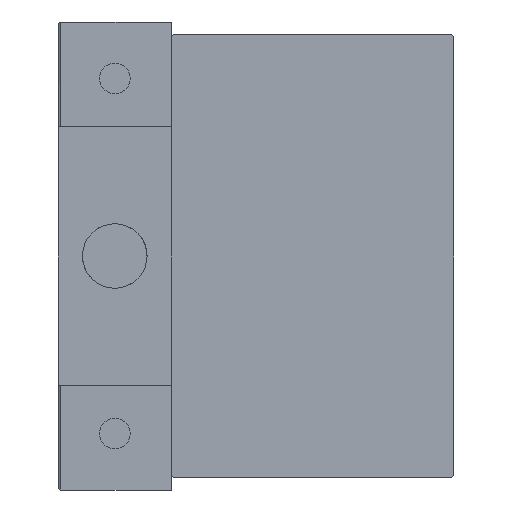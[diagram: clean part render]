
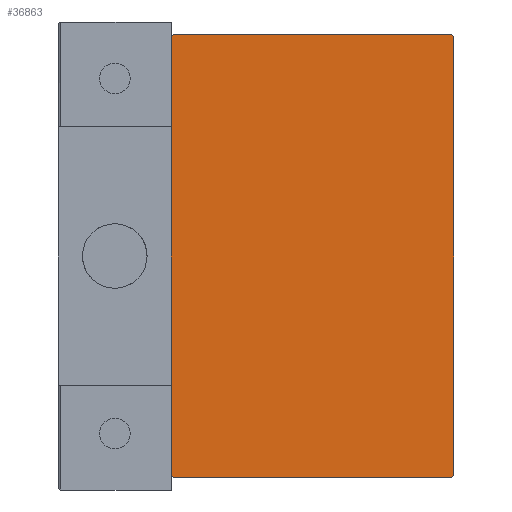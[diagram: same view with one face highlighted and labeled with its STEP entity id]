
A CAD part, left-side view. The second image highlights one B-rep face of the part: STEP entity #36863.
In plain terms, the highlighted face is planar.
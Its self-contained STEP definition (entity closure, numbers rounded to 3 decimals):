
#93 = LINE ( 'NONE', #43099, #39619 ) ;
#517 = CARTESIAN_POINT ( 'NONE',  ( 96., -17.2, 27.5 ) ) ;
#2007 = DIRECTION ( 'NONE',  ( 0., 0., 1. ) ) ;
#2419 = VECTOR ( 'NONE', #2007, 1000. ) ;
#2515 = CARTESIAN_POINT ( 'NONE',  ( 96., 17.5, -27.5 ) ) ;
#3064 = CARTESIAN_POINT ( 'NONE',  ( 96., 0., 0. ) ) ;
#5860 = CARTESIAN_POINT ( 'NONE',  ( 96., 22.35, 22.35 ) ) ;
#6205 = VERTEX_POINT ( 'NONE', #19333 ) ;
#6622 = LINE ( 'NONE', #5860, #32895 ) ;
#7399 = LINE ( 'NONE', #23098, #12928 ) ;
#8145 = CARTESIAN_POINT ( 'NONE',  ( 96., -17.5, -27.5 ) ) ;
#8684 = VERTEX_POINT ( 'NONE', #18698 ) ;
#9073 = ORIENTED_EDGE ( 'NONE', *, *, #19261, .T. ) ;
#9216 = CARTESIAN_POINT ( 'NONE',  ( 96., 17.2, -27.5 ) ) ;
#9761 = EDGE_CURVE ( 'NONE', #6205, #22048, #27708, .T. ) ;
#12038 = ORIENTED_EDGE ( 'NONE', *, *, #26100, .T. ) ;
#12306 = CARTESIAN_POINT ( 'NONE',  ( 96., -22.35, 22.35 ) ) ;
#12560 = DIRECTION ( 'NONE',  ( 0., -0.707, -0.707 ) ) ;
#12651 = DIRECTION ( 'NONE',  ( 0., 0.707, 0.707 ) ) ;
#12845 = VECTOR ( 'NONE', #16395, 1000. ) ;
#12856 = EDGE_CURVE ( 'NONE', #22048, #46037, #29766, .T. ) ;
#12886 = ORIENTED_EDGE ( 'NONE', *, *, #14347, .T. ) ;
#12928 = VECTOR ( 'NONE', #15405, 1000. ) ;
#13767 = CARTESIAN_POINT ( 'NONE',  ( 96., -22.35, -22.35 ) ) ;
#14347 = EDGE_CURVE ( 'NONE', #8684, #6205, #21725, .T. ) ;
#14879 = VERTEX_POINT ( 'NONE', #517 ) ;
#15405 = DIRECTION ( 'NONE',  ( 0., 0., -1. ) ) ;
#15455 = PLANE ( 'NONE',  #39125 ) ;
#16395 = DIRECTION ( 'NONE',  ( 0., 1., 0. ) ) ;
#16662 = LINE ( 'NONE', #12306, #18560 ) ;
#16939 = VERTEX_POINT ( 'NONE', #41190 ) ;
#18108 = EDGE_CURVE ( 'NONE', #46037, #16939, #44749, .T. ) ;
#18433 = VERTEX_POINT ( 'NONE', #47176 ) ;
#18560 = VECTOR ( 'NONE', #12560, 1000. ) ;
#18650 = ORIENTED_EDGE ( 'NONE', *, *, #18108, .T. ) ;
#18698 = CARTESIAN_POINT ( 'NONE',  ( 96., -17.5, -27.2 ) ) ;
#18987 = ORIENTED_EDGE ( 'NONE', *, *, #12856, .T. ) ;
#19261 = EDGE_CURVE ( 'NONE', #16939, #36134, #6622, .T. ) ;
#19333 = CARTESIAN_POINT ( 'NONE',  ( 96., -17.2, -27.5 ) ) ;
#20142 = CARTESIAN_POINT ( 'NONE',  ( 96., 17.2, 27.5 ) ) ;
#21725 = LINE ( 'NONE', #13767, #33479 ) ;
#22048 = VERTEX_POINT ( 'NONE', #9216 ) ;
#23098 = CARTESIAN_POINT ( 'NONE',  ( 96., -17.5, 27.5 ) ) ;
#24684 = ORIENTED_EDGE ( 'NONE', *, *, #36026, .T. ) ;
#25909 = CARTESIAN_POINT ( 'NONE',  ( 96., 22.35, -22.35 ) ) ;
#26100 = EDGE_CURVE ( 'NONE', #36134, #14879, #93, .T. ) ;
#27708 = LINE ( 'NONE', #8145, #12845 ) ;
#28021 = EDGE_LOOP ( 'NONE', ( #50127, #18987, #18650, #9073, #12038, #24684, #42952, #12886 ) ) ;
#29648 = CARTESIAN_POINT ( 'NONE',  ( 96., 17.5, -27.2 ) ) ;
#29766 = LINE ( 'NONE', #25909, #50725 ) ;
#30296 = DIRECTION ( 'NONE',  ( 0., -0.707, 0.707 ) ) ;
#31131 = DIRECTION ( 'NONE',  ( 1., 0., 0. ) ) ;
#32895 = VECTOR ( 'NONE', #30296, 1000. ) ;
#33479 = VECTOR ( 'NONE', #48491, 1000. ) ;
#34215 = FACE_OUTER_BOUND ( 'NONE', #28021, .T. ) ;
#35121 = DIRECTION ( 'NONE',  ( 0., -1., 0. ) ) ;
#36026 = EDGE_CURVE ( 'NONE', #14879, #18433, #16662, .T. ) ;
#36134 = VERTEX_POINT ( 'NONE', #20142 ) ;
#36863 = ADVANCED_FACE ( 'NONE', ( #34215 ), #15455, .T. ) ;
#37876 = EDGE_CURVE ( 'NONE', #18433, #8684, #7399, .T. ) ;
#39125 = AXIS2_PLACEMENT_3D ( 'NONE', #3064, #31131, #46816 ) ;
#39619 = VECTOR ( 'NONE', #35121, 1000. ) ;
#41190 = CARTESIAN_POINT ( 'NONE',  ( 96., 17.5, 27.2 ) ) ;
#42952 = ORIENTED_EDGE ( 'NONE', *, *, #37876, .T. ) ;
#43099 = CARTESIAN_POINT ( 'NONE',  ( 96., 17.5, 27.5 ) ) ;
#44749 = LINE ( 'NONE', #2515, #2419 ) ;
#46037 = VERTEX_POINT ( 'NONE', #29648 ) ;
#46816 = DIRECTION ( 'NONE',  ( 0., 0., -1. ) ) ;
#47176 = CARTESIAN_POINT ( 'NONE',  ( 96., -17.5, 27.2 ) ) ;
#48491 = DIRECTION ( 'NONE',  ( 0., 0.707, -0.707 ) ) ;
#50127 = ORIENTED_EDGE ( 'NONE', *, *, #9761, .T. ) ;
#50725 = VECTOR ( 'NONE', #12651, 1000. ) ;
